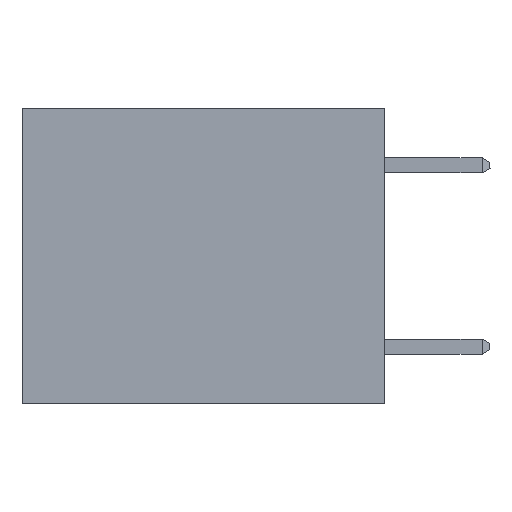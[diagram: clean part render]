
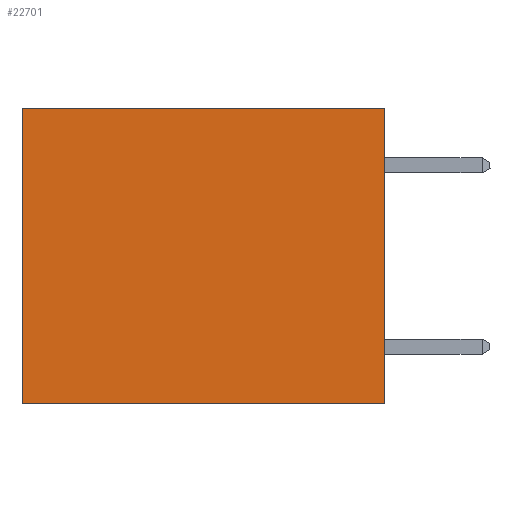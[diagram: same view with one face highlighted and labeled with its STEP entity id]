
A CAD part, left-side view. The second image highlights one B-rep face of the part: STEP entity #22701.
In plain terms, the highlighted planar face has unit normal (-1, 0, 0).
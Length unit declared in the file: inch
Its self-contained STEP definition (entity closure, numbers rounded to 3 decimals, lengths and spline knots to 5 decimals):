
#169 = LINE ( 'NONE', #24896, #12562 ) ;
#428 = CARTESIAN_POINT ( 'NONE',  ( 0.3165, 0., 0. ) ) ;
#1284 = EDGE_CURVE ( 'NONE', #5457, #5559, #25286, .T. ) ;
#1560 = EDGE_LOOP ( 'NONE', ( #24297, #14839, #7324, #18757 ) ) ;
#4655 = CARTESIAN_POINT ( 'NONE',  ( 0.3165, 0., -0.49 ) ) ;
#5457 = VERTEX_POINT ( 'NONE', #16286 ) ;
#5559 = VERTEX_POINT ( 'NONE', #26545 ) ;
#6812 = EDGE_CURVE ( 'NONE', #27340, #11379, #169, .T. ) ;
#7324 = ORIENTED_EDGE ( 'NONE', *, *, #6812, .F. ) ;
#7342 = DIRECTION ( 'NONE',  ( 0., 0., -1. ) ) ;
#9405 = CARTESIAN_POINT ( 'NONE',  ( 0.3165, 0., 0. ) ) ;
#11329 = FACE_OUTER_BOUND ( 'NONE', #1560, .T. ) ;
#11379 = VERTEX_POINT ( 'NONE', #23094 ) ;
#11406 = DIRECTION ( 'NONE',  ( 0., 1., 0. ) ) ;
#12562 = VECTOR ( 'NONE', #7342, 39.37008 ) ;
#14471 = LINE ( 'NONE', #428, #15898 ) ;
#14522 = CARTESIAN_POINT ( 'NONE',  ( 0.3165, 0.6, -0.49 ) ) ;
#14839 = ORIENTED_EDGE ( 'NONE', *, *, #26047, .F. ) ;
#15311 = EDGE_CURVE ( 'NONE', #27340, #5457, #14471, .T. ) ;
#15898 = VECTOR ( 'NONE', #18575, 39.37008 ) ;
#16286 = CARTESIAN_POINT ( 'NONE',  ( 0.3165, 0.6, 0. ) ) ;
#18178 = DIRECTION ( 'NONE',  ( 0., 0., -1. ) ) ;
#18575 = DIRECTION ( 'NONE',  ( 0., 1., 0. ) ) ;
#18726 = VECTOR ( 'NONE', #11406, 39.37008 ) ;
#18757 = ORIENTED_EDGE ( 'NONE', *, *, #15311, .T. ) ;
#20615 = PLANE ( 'NONE',  #22768 ) ;
#22701 = ADVANCED_FACE ( 'NONE', ( #11329 ), #20615, .F. ) ;
#22768 = AXIS2_PLACEMENT_3D ( 'NONE', #4655, #22914, #18178 ) ;
#22848 = VECTOR ( 'NONE', #24119, 39.37008 ) ;
#22914 = DIRECTION ( 'NONE',  ( 1., 0., 0. ) ) ;
#23094 = CARTESIAN_POINT ( 'NONE',  ( 0.3165, 0., -0.49 ) ) ;
#24021 = LINE ( 'NONE', #27343, #18726 ) ;
#24119 = DIRECTION ( 'NONE',  ( 0., 0., -1. ) ) ;
#24297 = ORIENTED_EDGE ( 'NONE', *, *, #1284, .T. ) ;
#24896 = CARTESIAN_POINT ( 'NONE',  ( 0.3165, 0., -0.49 ) ) ;
#25286 = LINE ( 'NONE', #14522, #22848 ) ;
#26047 = EDGE_CURVE ( 'NONE', #11379, #5559, #24021, .T. ) ;
#26545 = CARTESIAN_POINT ( 'NONE',  ( 0.3165, 0.6, -0.49 ) ) ;
#27340 = VERTEX_POINT ( 'NONE', #9405 ) ;
#27343 = CARTESIAN_POINT ( 'NONE',  ( 0.3165, 0., -0.49 ) ) ;
